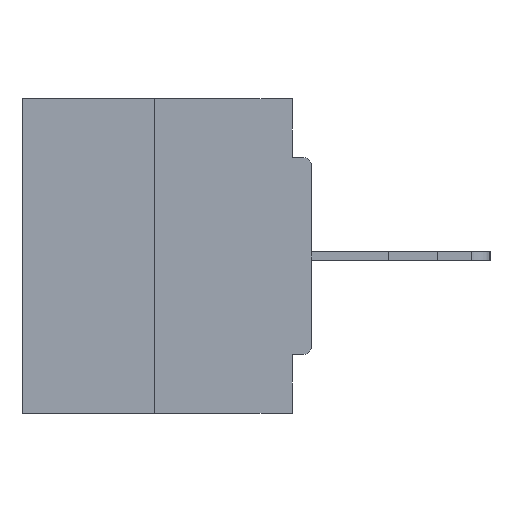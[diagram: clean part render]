
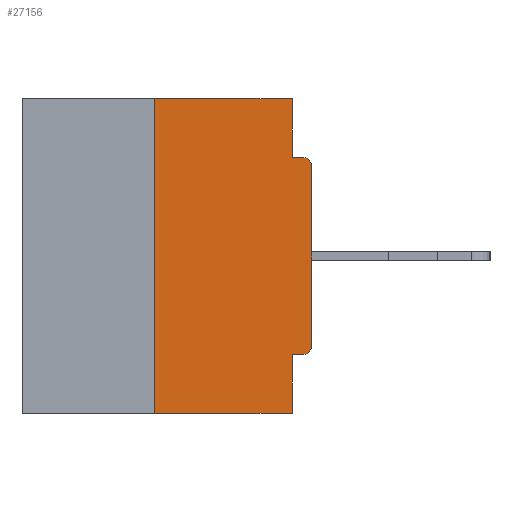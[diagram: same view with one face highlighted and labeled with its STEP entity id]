
A CAD part, left-side view. The second image highlights one B-rep face of the part: STEP entity #27156.
In plain terms, the highlighted planar face has unit normal (-1, 0, 0).
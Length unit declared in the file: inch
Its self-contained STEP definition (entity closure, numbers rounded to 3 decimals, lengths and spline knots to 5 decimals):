
#52 = VECTOR ( 'NONE', #17135, 39.37008 ) ;
#580 = CARTESIAN_POINT ( 'NONE',  ( 0., 0., -0.4065 ) ) ;
#853 = ORIENTED_EDGE ( 'NONE', *, *, #2881, .T. ) ;
#1220 = ORIENTED_EDGE ( 'NONE', *, *, #27900, .T. ) ;
#1278 = LINE ( 'NONE', #7725, #24644 ) ;
#1393 = AXIS2_PLACEMENT_3D ( 'NONE', #17488, #3421, #19822 ) ;
#2881 = EDGE_CURVE ( 'NONE', #18847, #6015, #17000, .T. ) ;
#2921 = DIRECTION ( 'NONE',  ( 0., 1., 0. ) ) ;
#2970 = VECTOR ( 'NONE', #3916, 39.37008 ) ;
#3014 = ORIENTED_EDGE ( 'NONE', *, *, #21445, .F. ) ;
#3417 = VERTEX_POINT ( 'NONE', #4465 ) ;
#3421 = DIRECTION ( 'NONE',  ( -1., 0., 0. ) ) ;
#3916 = DIRECTION ( 'NONE',  ( 0., 0., -1. ) ) ;
#4044 = CARTESIAN_POINT ( 'NONE',  ( 0., 0.031, 0. ) ) ;
#4465 = CARTESIAN_POINT ( 'NONE',  ( 0., 0.25, -0.5 ) ) ;
#4472 = ORIENTED_EDGE ( 'NONE', *, *, #18970, .F. ) ;
#4866 = CARTESIAN_POINT ( 'NONE',  ( 0., 0.031, -0.0935 ) ) ;
#4886 = CIRCLE ( 'NONE', #1393, 0.015 ) ;
#5652 = DIRECTION ( 'NONE',  ( 1., 0., 0. ) ) ;
#6015 = VERTEX_POINT ( 'NONE', #6083 ) ;
#6083 = CARTESIAN_POINT ( 'NONE',  ( 0., 0.015, -0.0935 ) ) ;
#6388 = CARTESIAN_POINT ( 'NONE',  ( 0., 0.015, -0.4065 ) ) ;
#7725 = CARTESIAN_POINT ( 'NONE',  ( 0., 0.46, 0. ) ) ;
#8386 = CARTESIAN_POINT ( 'NONE',  ( 0., 0., -0.3915 ) ) ;
#9256 = ORIENTED_EDGE ( 'NONE', *, *, #24046, .F. ) ;
#9888 = CARTESIAN_POINT ( 'NONE',  ( 0., 0.25, 0. ) ) ;
#10100 = VERTEX_POINT ( 'NONE', #4866 ) ;
#10184 = EDGE_CURVE ( 'NONE', #20522, #18847, #16172, .T. ) ;
#10647 = CARTESIAN_POINT ( 'NONE',  ( 0., 0.031, 0. ) ) ;
#11069 = VECTOR ( 'NONE', #2921, 39.37008 ) ;
#11126 = DIRECTION ( 'NONE',  ( 0., 0., 1. ) ) ;
#11385 = AXIS2_PLACEMENT_3D ( 'NONE', #21071, #25983, #26141 ) ;
#11745 = LINE ( 'NONE', #16101, #29504 ) ;
#12478 = LINE ( 'NONE', #28559, #52 ) ;
#12607 = EDGE_CURVE ( 'NONE', #18433, #20522, #4886, .T. ) ;
#12952 = CARTESIAN_POINT ( 'NONE',  ( 0., 0., -0.1085 ) ) ;
#13380 = CARTESIAN_POINT ( 'NONE',  ( 0., 0.031, -0.4065 ) ) ;
#13578 = CARTESIAN_POINT ( 'NONE',  ( 0., 0.031, -0.5 ) ) ;
#14478 = CARTESIAN_POINT ( 'NONE',  ( 0., 0., 0. ) ) ;
#14666 = VERTEX_POINT ( 'NONE', #13380 ) ;
#14959 = VECTOR ( 'NONE', #11126, 39.37008 ) ;
#14986 = CARTESIAN_POINT ( 'NONE',  ( 0., 0.46, 0. ) ) ;
#15592 = CARTESIAN_POINT ( 'NONE',  ( 0., 0.031, -0.5 ) ) ;
#15817 = CARTESIAN_POINT ( 'NONE',  ( 0., 0.25, 0. ) ) ;
#16101 = CARTESIAN_POINT ( 'NONE',  ( 0., 0., -0.0935 ) ) ;
#16172 = LINE ( 'NONE', #14478, #27777 ) ;
#16573 = VERTEX_POINT ( 'NONE', #13578 ) ;
#16610 = VECTOR ( 'NONE', #22403, 39.37008 ) ;
#16844 = VERTEX_POINT ( 'NONE', #9888 ) ;
#16873 = DIRECTION ( 'NONE',  ( 0., 0., 1. ) ) ;
#17000 = CIRCLE ( 'NONE', #11385, 0.015 ) ;
#17135 = DIRECTION ( 'NONE',  ( 0., -1., 0. ) ) ;
#17223 = EDGE_LOOP ( 'NONE', ( #3014, #4472, #1220, #20263, #27803, #23151, #26012, #853, #9256, #23897 ) ) ;
#17488 = CARTESIAN_POINT ( 'NONE',  ( 0., 0.015, -0.3915 ) ) ;
#18433 = VERTEX_POINT ( 'NONE', #6388 ) ;
#18489 = DIRECTION ( 'NONE',  ( 0., -1., 0. ) ) ;
#18847 = VERTEX_POINT ( 'NONE', #12952 ) ;
#18970 = EDGE_CURVE ( 'NONE', #3417, #16844, #21942, .T. ) ;
#19394 = AXIS2_PLACEMENT_3D ( 'NONE', #14986, #5652, #22068 ) ;
#19399 = DIRECTION ( 'NONE',  ( 0., -1., 0. ) ) ;
#19710 = PLANE ( 'NONE',  #19394 ) ;
#19822 = DIRECTION ( 'NONE',  ( 0., 0., -1. ) ) ;
#20263 = ORIENTED_EDGE ( 'NONE', *, *, #23909, .F. ) ;
#20522 = VERTEX_POINT ( 'NONE', #8386 ) ;
#20604 = FACE_OUTER_BOUND ( 'NONE', #17223, .T. ) ;
#21071 = CARTESIAN_POINT ( 'NONE',  ( 0., 0.015, -0.1085 ) ) ;
#21445 = EDGE_CURVE ( 'NONE', #16844, #23465, #1278, .T. ) ;
#21942 = LINE ( 'NONE', #15817, #14959 ) ;
#22068 = DIRECTION ( 'NONE',  ( 0., 0., -1. ) ) ;
#22403 = DIRECTION ( 'NONE',  ( 0., 0., -1. ) ) ;
#22829 = LINE ( 'NONE', #10647, #16610 ) ;
#23151 = ORIENTED_EDGE ( 'NONE', *, *, #12607, .T. ) ;
#23465 = VERTEX_POINT ( 'NONE', #4044 ) ;
#23646 = EDGE_CURVE ( 'NONE', #18433, #14666, #29536, .T. ) ;
#23897 = ORIENTED_EDGE ( 'NONE', *, *, #26622, .F. ) ;
#23909 = EDGE_CURVE ( 'NONE', #14666, #16573, #28482, .T. ) ;
#24046 = EDGE_CURVE ( 'NONE', #10100, #6015, #11745, .T. ) ;
#24644 = VECTOR ( 'NONE', #19399, 39.37008 ) ;
#25983 = DIRECTION ( 'NONE',  ( -1., 0., 0. ) ) ;
#26012 = ORIENTED_EDGE ( 'NONE', *, *, #10184, .T. ) ;
#26141 = DIRECTION ( 'NONE',  ( 0., 0., -1. ) ) ;
#26622 = EDGE_CURVE ( 'NONE', #23465, #10100, #22829, .T. ) ;
#27156 = ADVANCED_FACE ( 'NONE', ( #20604 ), #19710, .F. ) ;
#27777 = VECTOR ( 'NONE', #16873, 39.37008 ) ;
#27803 = ORIENTED_EDGE ( 'NONE', *, *, #23646, .F. ) ;
#27900 = EDGE_CURVE ( 'NONE', #3417, #16573, #12478, .T. ) ;
#28482 = LINE ( 'NONE', #15592, #2970 ) ;
#28559 = CARTESIAN_POINT ( 'NONE',  ( 0., 0.46, -0.5 ) ) ;
#29504 = VECTOR ( 'NONE', #18489, 39.37008 ) ;
#29536 = LINE ( 'NONE', #580, #11069 ) ;
